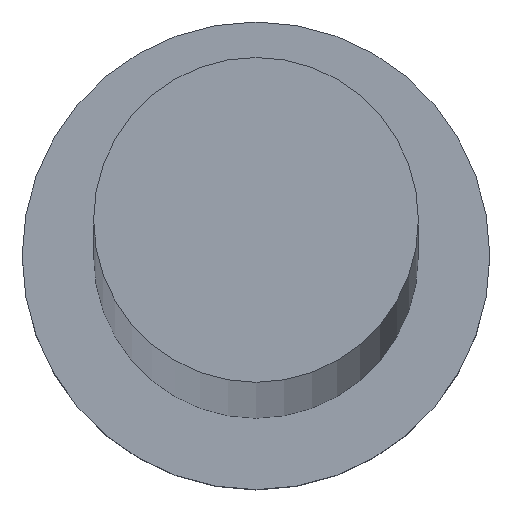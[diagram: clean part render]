
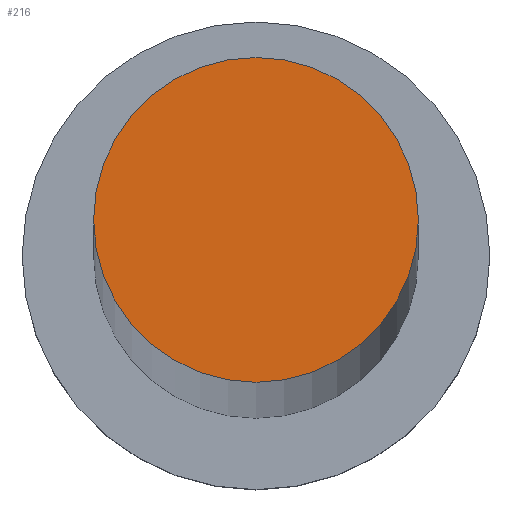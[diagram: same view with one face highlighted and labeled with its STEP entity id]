
A CAD part, top view. The second image highlights one B-rep face of the part: STEP entity #216.
In plain terms, the highlighted planar face has unit normal (0, 0, 1).
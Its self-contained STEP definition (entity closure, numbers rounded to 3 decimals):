
#8 = DIRECTION ( 'NONE',  ( 1., 0., 0. ) ) ;
#11 = DIRECTION ( 'NONE',  ( 0., 0., 1. ) ) ;
#34 = VERTEX_POINT ( 'NONE', #117 ) ;
#48 = CARTESIAN_POINT ( 'NONE',  ( 0., 0., 800. ) ) ;
#49 = AXIS2_PLACEMENT_3D ( 'NONE', #206, #141, #169 ) ;
#62 = DIRECTION ( 'NONE',  ( 1., 0., 0. ) ) ;
#110 = AXIS2_PLACEMENT_3D ( 'NONE', #248, #144, #8 ) ;
#117 = CARTESIAN_POINT ( 'NONE',  ( -6.25, 0., 800. ) ) ;
#123 = CARTESIAN_POINT ( 'NONE',  ( 6.25, 0., 800. ) ) ;
#124 = PLANE ( 'NONE',  #194 ) ;
#137 = ORIENTED_EDGE ( 'NONE', *, *, #161, .T. ) ;
#141 = DIRECTION ( 'NONE',  ( 0., 0., 1. ) ) ;
#144 = DIRECTION ( 'NONE',  ( 0., 0., 1. ) ) ;
#147 = CIRCLE ( 'NONE', #49, 6.25 ) ;
#160 = EDGE_LOOP ( 'NONE', ( #252, #137 ) ) ;
#161 = EDGE_CURVE ( 'NONE', #197, #34, #232, .T. ) ;
#169 = DIRECTION ( 'NONE',  ( 1., 0., 0. ) ) ;
#181 = EDGE_CURVE ( 'NONE', #34, #197, #147, .T. ) ;
#194 = AXIS2_PLACEMENT_3D ( 'NONE', #48, #11, #62 ) ;
#197 = VERTEX_POINT ( 'NONE', #123 ) ;
#206 = CARTESIAN_POINT ( 'NONE',  ( 0., 0., 800. ) ) ;
#209 = FACE_OUTER_BOUND ( 'NONE', #160, .T. ) ;
#216 = ADVANCED_FACE ( 'NONE', ( #209 ), #124, .T. ) ;
#232 = CIRCLE ( 'NONE', #110, 6.25 ) ;
#248 = CARTESIAN_POINT ( 'NONE',  ( 0., 0., 800. ) ) ;
#252 = ORIENTED_EDGE ( 'NONE', *, *, #181, .T. ) ;
